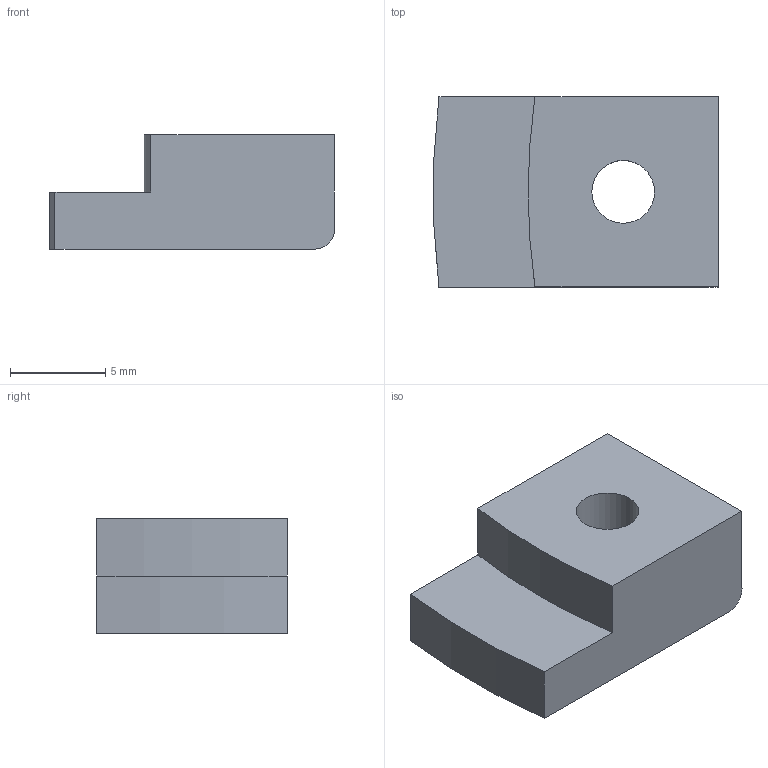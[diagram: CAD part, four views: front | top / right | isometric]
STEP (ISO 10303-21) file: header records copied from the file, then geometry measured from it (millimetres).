
FILE_DESCRIPTION(('FreeCAD Model'),'2;1');
FILE_NAME('art1-bearing-anchor.step', '2015-04-27T12:22:30',('Author'),(''), 'Open CASCADE STEP processor 6.8','FreeCAD','Unknown');
FILE_SCHEMA(('AUTOMOTIVE_DESIGN_CC2 { 1 2 10303 214 -1 1 5 4 }'));
Length unit declared in the file: millimetre
Products named in the file (1): Articulation_1_Bearing_Anchor-N
Bounding box: 14.97 x 10 x 6 mm (x, y, z)
Volume: 644.2 mm3; surface area: 625.2 mm2
Topology: 1 solids, 1 shells, 12 faces, 29 edges, 20 vertices
Faces by surface type: plane 7, cylinder 5
Full cylindrical faces by diameter (mm): 3.3 x1, 5.5 x1
Entity records: 785 total; most frequent: CARTESIAN_POINT 168, DIRECTION 115, LINE 67, VECTOR 67, ORIENTED_EDGE 58, PCURVE 58, DEFINITIONAL_REPRESENTATION 58, EDGE_CURVE 29
